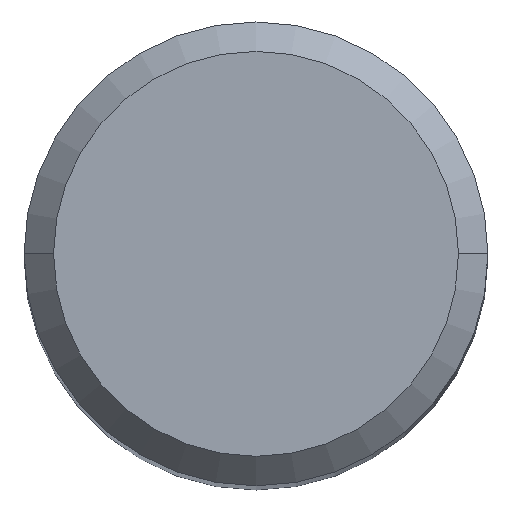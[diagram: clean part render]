
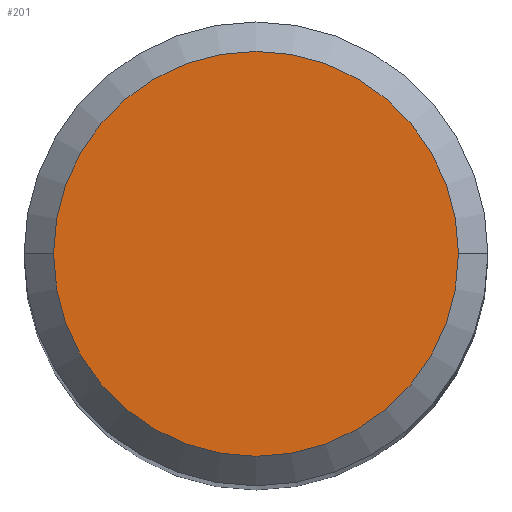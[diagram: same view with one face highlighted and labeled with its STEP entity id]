
A CAD part, top view. The second image highlights one B-rep face of the part: STEP entity #201.
In plain terms, the highlighted planar face has unit normal (0, 0, 1).
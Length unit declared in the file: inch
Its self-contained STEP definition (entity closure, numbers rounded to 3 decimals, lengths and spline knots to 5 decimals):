
#27 = CARTESIAN_POINT ( 'NONE',  ( 0.10311, 0., 2.24409 ) ) ;
#60 = ORIENTED_EDGE ( 'NONE', *, *, #145, .T. ) ;
#68 = CARTESIAN_POINT ( 'NONE',  ( 0., 0., 2.24409 ) ) ;
#69 = FACE_OUTER_BOUND ( 'NONE', #173, .T. ) ;
#74 = CARTESIAN_POINT ( 'NONE',  ( 0., 0., 2.24409 ) ) ;
#86 = CARTESIAN_POINT ( 'NONE',  ( -0.10311, 0., 2.24409 ) ) ;
#93 = CIRCLE ( 'NONE', #178, 0.10311 ) ;
#95 = ORIENTED_EDGE ( 'NONE', *, *, #249, .T. ) ;
#115 = CARTESIAN_POINT ( 'NONE',  ( 0., 0., 2.24409 ) ) ;
#122 = AXIS2_PLACEMENT_3D ( 'NONE', #68, #277, #162 ) ;
#145 = EDGE_CURVE ( 'NONE', #175, #147, #247, .T. ) ;
#147 = VERTEX_POINT ( 'NONE', #86 ) ;
#150 = DIRECTION ( 'NONE',  ( 0., 0., 1. ) ) ;
#162 = DIRECTION ( 'NONE',  ( 1., 0., 0. ) ) ;
#173 = EDGE_LOOP ( 'NONE', ( #95, #60 ) ) ;
#175 = VERTEX_POINT ( 'NONE', #27 ) ;
#178 = AXIS2_PLACEMENT_3D ( 'NONE', #74, #150, #235 ) ;
#181 = DIRECTION ( 'NONE',  ( 0., 0., 1. ) ) ;
#201 = ADVANCED_FACE ( 'NONE', ( #69 ), #276, .T. ) ;
#205 = DIRECTION ( 'NONE',  ( 1., 0., 0. ) ) ;
#210 = AXIS2_PLACEMENT_3D ( 'NONE', #115, #181, #205 ) ;
#235 = DIRECTION ( 'NONE',  ( 1., 0., 0. ) ) ;
#247 = CIRCLE ( 'NONE', #210, 0.10311 ) ;
#249 = EDGE_CURVE ( 'NONE', #147, #175, #93, .T. ) ;
#276 = PLANE ( 'NONE',  #122 ) ;
#277 = DIRECTION ( 'NONE',  ( 0., 0., 1. ) ) ;
